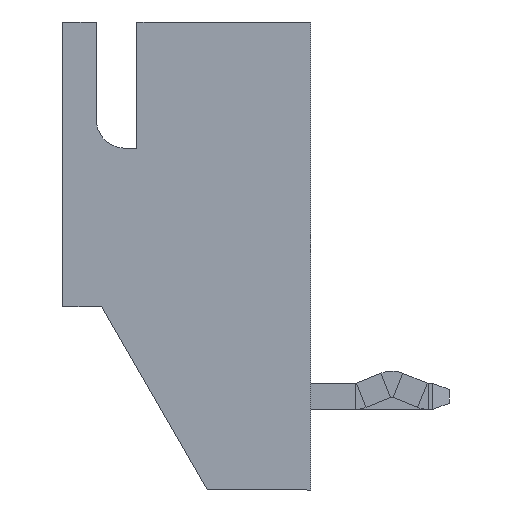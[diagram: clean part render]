
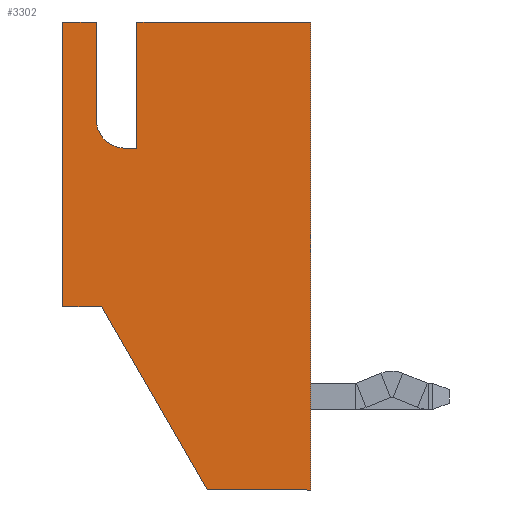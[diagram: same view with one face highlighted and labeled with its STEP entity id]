
A CAD part, left-side view. The second image highlights one B-rep face of the part: STEP entity #3302.
In plain terms, the highlighted planar face has unit normal (-1, 0, 0).
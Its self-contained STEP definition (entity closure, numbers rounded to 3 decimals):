
#73 = VERTEX_POINT ( 'NONE', #4148 ) ;
#81 = DIRECTION ( 'NONE',  ( 0., 0., -1. ) ) ;
#211 = CARTESIAN_POINT ( 'NONE',  ( -7.45, 6.1, -7. ) ) ;
#467 = EDGE_CURVE ( 'NONE', #2105, #73, #4195, .T. ) ;
#493 = DIRECTION ( 'NONE',  ( 0., 1., 0. ) ) ;
#527 = CARTESIAN_POINT ( 'NONE',  ( -7.45, 5.148, -7. ) ) ;
#658 = AXIS2_PLACEMENT_3D ( 'NONE', #1449, #3665, #3313 ) ;
#877 = DIRECTION ( 'NONE',  ( 0., 0., 1. ) ) ;
#886 = LINE ( 'NONE', #1593, #4125 ) ;
#908 = CARTESIAN_POINT ( 'NONE',  ( -7.45, 0., 0. ) ) ;
#934 = CARTESIAN_POINT ( 'NONE',  ( -7.45, 4.575, -3.1 ) ) ;
#1055 = CARTESIAN_POINT ( 'NONE',  ( -7.45, 6.1, 0. ) ) ;
#1230 = CARTESIAN_POINT ( 'NONE',  ( -7.45, 0., -11.5 ) ) ;
#1235 = ORIENTED_EDGE ( 'NONE', *, *, #1310, .F. ) ;
#1278 = CARTESIAN_POINT ( 'NONE',  ( -7.45, 4.275, -3.1 ) ) ;
#1306 = DIRECTION ( 'NONE',  ( 0., 1., 0. ) ) ;
#1310 = EDGE_CURVE ( 'NONE', #2932, #3490, #3499, .T. ) ;
#1340 = EDGE_CURVE ( 'NONE', #1474, #1889, #4641, .T. ) ;
#1361 = LINE ( 'NONE', #2448, #2807 ) ;
#1399 = CARTESIAN_POINT ( 'NONE',  ( -7.45, 0., -11.5 ) ) ;
#1449 = CARTESIAN_POINT ( 'NONE',  ( -7.45, 4.575, -2.4 ) ) ;
#1474 = VERTEX_POINT ( 'NONE', #4366 ) ;
#1490 = EDGE_CURVE ( 'NONE', #1965, #1878, #3311, .T. ) ;
#1503 = ORIENTED_EDGE ( 'NONE', *, *, #3318, .T. ) ;
#1505 = VECTOR ( 'NONE', #1306, 1000. ) ;
#1593 = CARTESIAN_POINT ( 'NONE',  ( -7.45, 0., -7. ) ) ;
#1637 = LINE ( 'NONE', #1278, #3378 ) ;
#1664 = VECTOR ( 'NONE', #4738, 1000. ) ;
#1765 = DIRECTION ( 'NONE',  ( 0., 0.5, 0.866 ) ) ;
#1831 = EDGE_CURVE ( 'NONE', #2682, #2932, #4696, .T. ) ;
#1878 = VERTEX_POINT ( 'NONE', #3507 ) ;
#1889 = VERTEX_POINT ( 'NONE', #934 ) ;
#1965 = VERTEX_POINT ( 'NONE', #211 ) ;
#2089 = ORIENTED_EDGE ( 'NONE', *, *, #3350, .F. ) ;
#2105 = VERTEX_POINT ( 'NONE', #2640 ) ;
#2108 = VERTEX_POINT ( 'NONE', #2206 ) ;
#2153 = ORIENTED_EDGE ( 'NONE', *, *, #1490, .F. ) ;
#2206 = CARTESIAN_POINT ( 'NONE',  ( -7.45, 2.55, -11.5 ) ) ;
#2338 = ORIENTED_EDGE ( 'NONE', *, *, #1340, .T. ) ;
#2439 = EDGE_CURVE ( 'NONE', #2108, #4278, #1361, .T. ) ;
#2448 = CARTESIAN_POINT ( 'NONE',  ( -7.45, 2.55, -11.5 ) ) ;
#2449 = VECTOR ( 'NONE', #493, 1000. ) ;
#2538 = VECTOR ( 'NONE', #4380, 1000. ) ;
#2579 = DIRECTION ( 'NONE',  ( 0., 0., 1. ) ) ;
#2640 = CARTESIAN_POINT ( 'NONE',  ( -7.45, 5.275, -2.4 ) ) ;
#2659 = CARTESIAN_POINT ( 'NONE',  ( -7.45, 4.275, 0. ) ) ;
#2682 = VERTEX_POINT ( 'NONE', #2659 ) ;
#2723 = CARTESIAN_POINT ( 'NONE',  ( -7.45, 0., 0. ) ) ;
#2807 = VECTOR ( 'NONE', #1765, 1000. ) ;
#2814 = ORIENTED_EDGE ( 'NONE', *, *, #4561, .F. ) ;
#2831 = CIRCLE ( 'NONE', #658, 0.7 ) ;
#2862 = CARTESIAN_POINT ( 'NONE',  ( -7.45, 0., 0. ) ) ;
#2932 = VERTEX_POINT ( 'NONE', #3513 ) ;
#2964 = VECTOR ( 'NONE', #3480, 1000. ) ;
#3091 = FACE_OUTER_BOUND ( 'NONE', #4451, .T. ) ;
#3102 = LINE ( 'NONE', #4323, #1664 ) ;
#3141 = CARTESIAN_POINT ( 'NONE',  ( -7.45, 4.575, -3.1 ) ) ;
#3169 = EDGE_CURVE ( 'NONE', #1889, #2105, #2831, .T. ) ;
#3302 = ADVANCED_FACE ( 'NONE', ( #3091 ), #4565, .T. ) ;
#3311 = LINE ( 'NONE', #1055, #4349 ) ;
#3313 = DIRECTION ( 'NONE',  ( 0., 0., -1. ) ) ;
#3318 = EDGE_CURVE ( 'NONE', #2682, #1474, #1637, .T. ) ;
#3350 = EDGE_CURVE ( 'NONE', #3490, #2108, #4540, .T. ) ;
#3378 = VECTOR ( 'NONE', #81, 1000. ) ;
#3480 = DIRECTION ( 'NONE',  ( 0., 0., -1. ) ) ;
#3490 = VERTEX_POINT ( 'NONE', #1399 ) ;
#3499 = LINE ( 'NONE', #908, #2964 ) ;
#3507 = CARTESIAN_POINT ( 'NONE',  ( -7.45, 6.1, 0. ) ) ;
#3513 = CARTESIAN_POINT ( 'NONE',  ( -7.45, 0., 0. ) ) ;
#3653 = ORIENTED_EDGE ( 'NONE', *, *, #2439, .F. ) ;
#3665 = DIRECTION ( 'NONE',  ( 1., 0., 0. ) ) ;
#3779 = ORIENTED_EDGE ( 'NONE', *, *, #4206, .F. ) ;
#3903 = VECTOR ( 'NONE', #877, 1000. ) ;
#4125 = VECTOR ( 'NONE', #4543, 1000. ) ;
#4148 = CARTESIAN_POINT ( 'NONE',  ( -7.45, 5.275, 0. ) ) ;
#4192 = ORIENTED_EDGE ( 'NONE', *, *, #1831, .F. ) ;
#4195 = LINE ( 'NONE', #4509, #3903 ) ;
#4201 = DIRECTION ( 'NONE',  ( 0., 0., 1. ) ) ;
#4206 = EDGE_CURVE ( 'NONE', #1878, #73, #3102, .T. ) ;
#4213 = ORIENTED_EDGE ( 'NONE', *, *, #3169, .T. ) ;
#4221 = AXIS2_PLACEMENT_3D ( 'NONE', #2723, #4489, #4201 ) ;
#4278 = VERTEX_POINT ( 'NONE', #527 ) ;
#4323 = CARTESIAN_POINT ( 'NONE',  ( -7.45, 0., 0. ) ) ;
#4349 = VECTOR ( 'NONE', #2579, 1000. ) ;
#4366 = CARTESIAN_POINT ( 'NONE',  ( -7.45, 4.275, -3.1 ) ) ;
#4380 = DIRECTION ( 'NONE',  ( 0., -1., 0. ) ) ;
#4451 = EDGE_LOOP ( 'NONE', ( #4633, #3779, #2153, #2814, #3653, #2089, #1235, #4192, #1503, #2338, #4213 ) ) ;
#4489 = DIRECTION ( 'NONE',  ( -1., 0., 0. ) ) ;
#4509 = CARTESIAN_POINT ( 'NONE',  ( -7.45, 5.275, 0. ) ) ;
#4540 = LINE ( 'NONE', #1230, #2449 ) ;
#4543 = DIRECTION ( 'NONE',  ( 0., 1., 0. ) ) ;
#4561 = EDGE_CURVE ( 'NONE', #4278, #1965, #886, .T. ) ;
#4565 = PLANE ( 'NONE',  #4221 ) ;
#4633 = ORIENTED_EDGE ( 'NONE', *, *, #467, .T. ) ;
#4641 = LINE ( 'NONE', #3141, #1505 ) ;
#4696 = LINE ( 'NONE', #2862, #2538 ) ;
#4738 = DIRECTION ( 'NONE',  ( 0., -1., 0. ) ) ;
